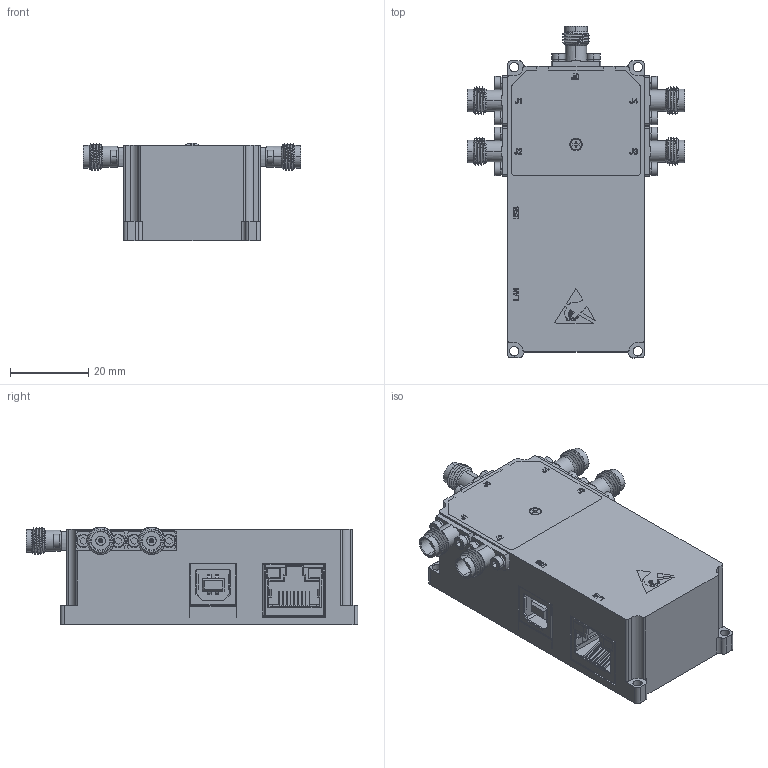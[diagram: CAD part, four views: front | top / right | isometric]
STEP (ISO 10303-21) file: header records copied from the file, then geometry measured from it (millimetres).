
FILE_DESCRIPTION (( 'STEP AP214' ), '1' );
FILE_NAME ('FMSW5023_3D.step', '2025-03-03T15:34:15', ( '' ), ( '' ), 'SwSTEP 2.0', 'SolidWorks 2022', '' );
FILE_SCHEMA (( 'AUTOMOTIVE_DESIGN' ));
Products named in the file (1): FMSW5023_3D
Bounding box: 55.6 x 84.8 x 25 mm (x, y, z)
Volume: 25183.1 mm3; surface area: 29588.6 mm2
Topology: 3 solids, 39 shells, 2851 faces, 7608 edges, 4875 vertices
Faces by surface type: plane 1710, cylinder 786, cone 186, bspline 144, sphere 21, torus 4
Entity records: 95771 total; most frequent: CARTESIAN_POINT 25147, ORIENTED_EDGE 15032, DIRECTION 14144, EDGE_CURVE 7516, VECTOR 5204, LINE 5204, VERTEX_POINT 4875, AXIS2_PLACEMENT_3D 4470
